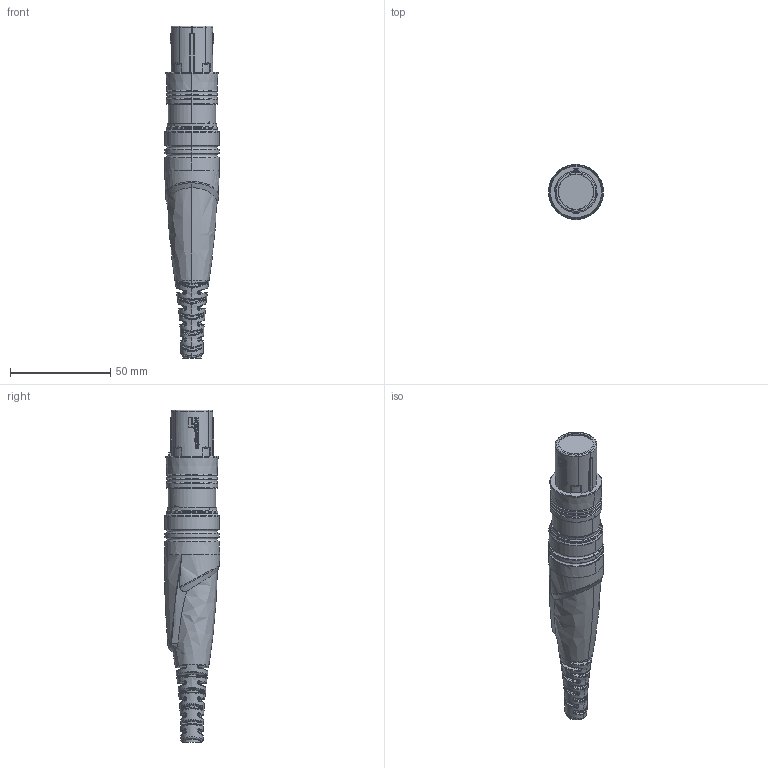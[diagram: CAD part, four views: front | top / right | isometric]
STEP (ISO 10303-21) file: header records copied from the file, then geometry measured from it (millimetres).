
FILE_DESCRIPTION((''),'2;1');
FILE_NAME('30009903','2022-08-16T17:21:02',('SYSTEM'),(''),'CREO PARAMETRIC BY PTC INC, 2021184','CREO PARAMETRIC BY PTC INC, 2021184','');
FILE_SCHEMA(('CONFIG_CONTROL_DESIGN'));
Products named in the file (1): 30009903
Bounding box: 27.43 x 27.48 x 165.55 mm (x, y, z)
Volume: 61927.4 mm3; surface area: 13157.1 mm2
Topology: 1 solids, 1 shells, 1211 faces, 2876 edges, 1717 vertices
Faces by surface type: bspline 349, plane 305, cylinder 262, extrusion 142, sphere 86, torus 35, cone 32
Entity records: 51644 total; most frequent: CARTESIAN_POINT 27008, ORIENTED_EDGE 5744, DIRECTION 4100, EDGE_CURVE 2872, VERTEX_POINT 1715, AXIS2_PLACEMENT_3D 1551, B_SPLINE_CURVE_WITH_KNOTS 1325, EDGE_LOOP 1259
